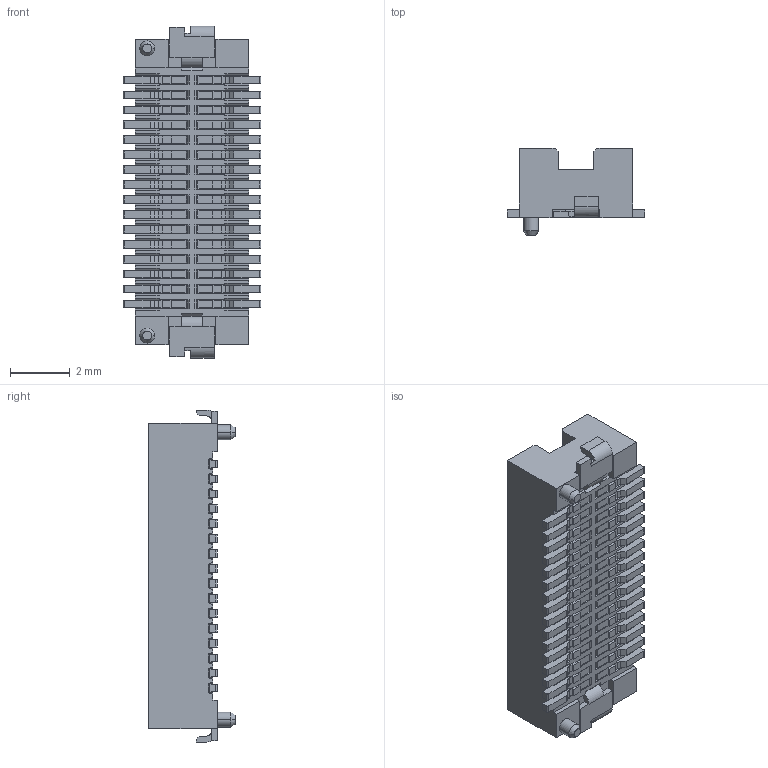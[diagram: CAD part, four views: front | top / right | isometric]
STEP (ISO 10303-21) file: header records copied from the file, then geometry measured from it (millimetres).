
FILE_DESCRIPTION(('CoCreate Modeling STEP Export'),'2;1');
FILE_NAME('DF12(3.0)-32DP.stp','2014-03-27T 9:53:13',(''),(''),'CoCreate Modeling STEP processor for AP214 (Solid Model)','CoCreate Modeling 17.0 01-Apr-2010 (C) Parametric Technology GmbH','');
FILE_SCHEMA(('AUTOMOTIVE_DESIGN { 1 0 10303 214 1 1 1 1 }'));
Length unit declared in the file: millimetre
Products named in the file (1): DF12(3.0)-32DP
Bounding box: 4.6 x 2.9 x 11.1 mm (x, y, z)
Volume: 51.9 mm3; surface area: 266.8 mm2
Topology: 1 solids, 1 shells, 1714 faces, 4871 edges, 3195 vertices
Faces by surface type: plane 1474, cylinder 236, cone 4
Entity records: 53798 total; most frequent: ORIENTED_EDGE 9742, CARTESIAN_POINT 9572, DIRECTION 8425, EDGE_CURVE 4871, VECTOR 4329, LINE 4329, VERTEX_POINT 3195, AXIS2_PLACEMENT_3D 2048
